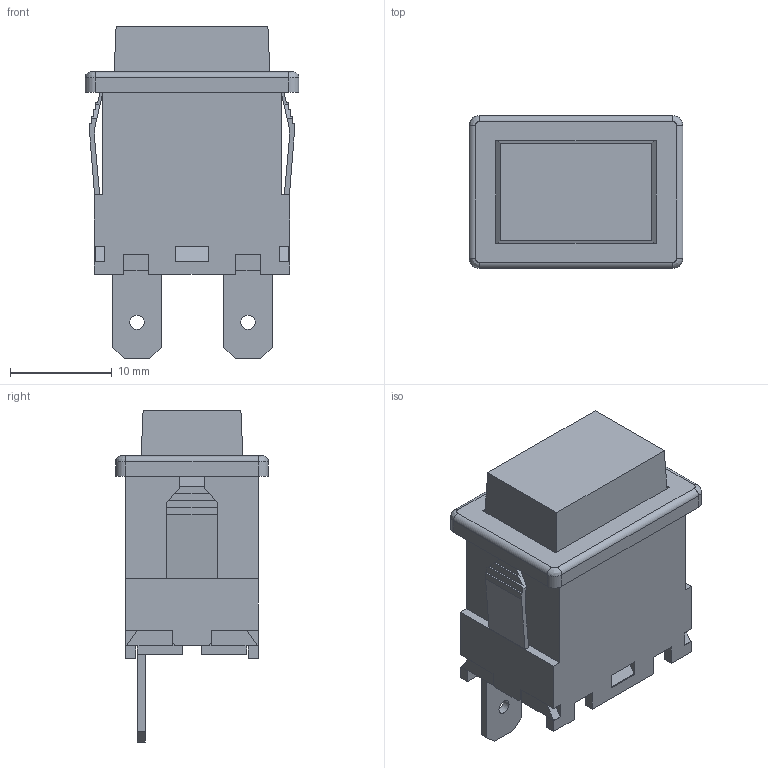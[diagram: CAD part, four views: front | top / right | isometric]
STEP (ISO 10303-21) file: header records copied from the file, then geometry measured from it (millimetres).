
FILE_DESCRIPTION((' '),'2;1');
FILE_NAME('PB1973AxxxxxxEF0.stp','2017-07-20T16:17:41',(' '),(' '),' ','ACIS',' ');
FILE_SCHEMA(('CONFIG_CONTROL_DESIGN'));
Length unit declared in the file: inch
Products named in the file (1): PB1973AxxxxxxEF0.stp
Bounding box: 21 x 15 x 32.6 mm (x, y, z)
Volume: 3234.6 mm3; surface area: 5908 mm2
Topology: 1 solids, 1 shells, 1167 faces, 3327 edges, 2181 vertices
Faces by surface type: plane 761, bspline 294, cylinder 88, sphere 16, torus 8
Full cylindrical faces by diameter (mm): 1.4 x2
Entity records: 39445 total; most frequent: CARTESIAN_POINT 10832, ORIENTED_EDGE 6612, DIRECTION 4680, EDGE_CURVE 3306, VECTOR 2520, LINE 2520, VERTEX_POINT 2170, EDGE_LOOP 1250
